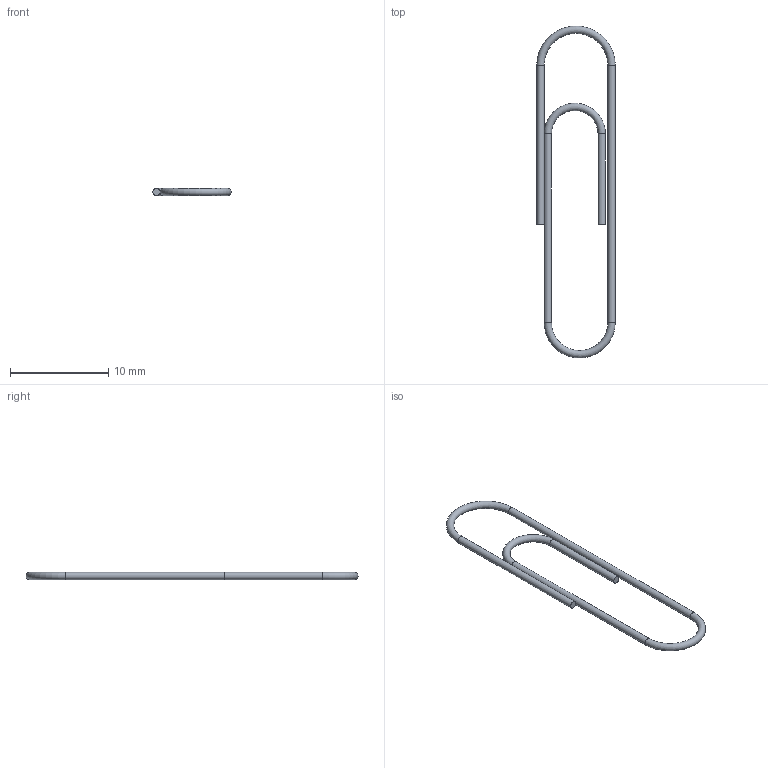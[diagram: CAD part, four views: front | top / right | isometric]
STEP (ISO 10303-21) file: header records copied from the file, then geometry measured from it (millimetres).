
FILE_DESCRIPTION(/* description */ (''),/* implementation_level */ '2;1');
FILE_NAME(/* name */ 'Paperclip v1.step',/* time_stamp */ '2026-01-16T15:08:34-06:00',/* author */ (''),/* organization */ (''),/* preprocessor_version */ 'ST-DEVELOPER v20.1',/* originating_system */ 'Autodesk Translation Framework v14.10.0.0',/* authorisation */ '');
FILE_SCHEMA (('AUTOMOTIVE_DESIGN { 1 0 10303 214 3 1 1 }'));
Length unit declared in the file: millimetre
Products named in the file (1): Paperclip
Bounding box: 8 x 33.88 x 0.75 mm (x, y, z)
Volume: 44.7 mm3; surface area: 239.4 mm2
Topology: 1 solids, 1 shells, 9 faces, 23 edges, 15 vertices
Faces by surface type: cylinder 4, torus 3, plane 2
Full cylindrical faces by diameter (mm): 0.75 x4
Entity records: 329 total; most frequent: DIRECTION 62, CARTESIAN_POINT 49, ORIENTED_EDGE 48, AXIS2_PLACEMENT_3D 28, EDGE_CURVE 24, CIRCLE 18, VERTEX_POINT 15, FACE_OUTER_BOUND 9
